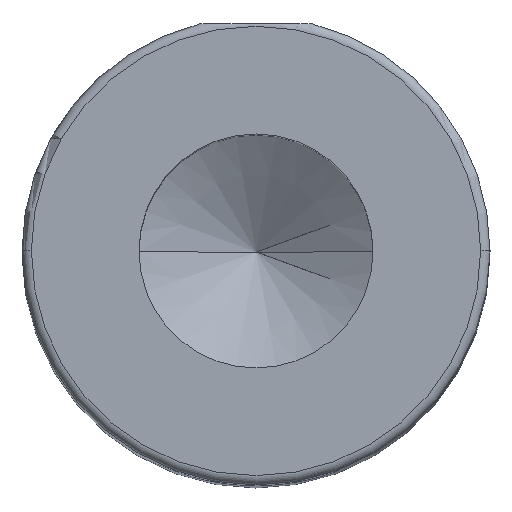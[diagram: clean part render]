
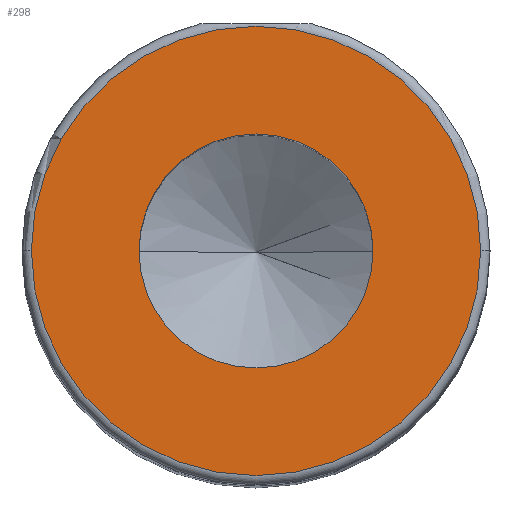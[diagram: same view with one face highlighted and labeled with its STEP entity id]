
A CAD part, top view. The second image highlights one B-rep face of the part: STEP entity #298.
In plain terms, the highlighted planar face has unit normal (0, 0, 1).
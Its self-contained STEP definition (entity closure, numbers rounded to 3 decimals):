
#5 = DIRECTION ( 'NONE',  ( 1., 0., 0. ) ) ;
#9 = VERTEX_POINT ( 'NONE', #528 ) ;
#21 = DIRECTION ( 'NONE',  ( 1., 0., 0. ) ) ;
#36 = DIRECTION ( 'NONE',  ( 0., 0., 1. ) ) ;
#56 = CIRCLE ( 'NONE', #1165, 2.5 ) ;
#59 = CIRCLE ( 'NONE', #684, 2.5 ) ;
#60 = FACE_BOUND ( 'NONE', #712, .T. ) ;
#68 = ORIENTED_EDGE ( 'NONE', *, *, #719, .T. ) ;
#104 = DIRECTION ( 'NONE',  ( 1., 0., 0. ) ) ;
#126 = CARTESIAN_POINT ( 'NONE',  ( 0., 0., 20. ) ) ;
#148 = ORIENTED_EDGE ( 'NONE', *, *, #1178, .F. ) ;
#155 = CARTESIAN_POINT ( 'NONE',  ( 0., 0., 20. ) ) ;
#195 = DIRECTION ( 'NONE',  ( 0., 0., 1. ) ) ;
#251 = CARTESIAN_POINT ( 'NONE',  ( 4.8, 0., 20. ) ) ;
#256 = DIRECTION ( 'NONE',  ( 1., 0., 0. ) ) ;
#292 = CIRCLE ( 'NONE', #1052, 4.8 ) ;
#298 = ADVANCED_FACE ( 'NONE', ( #60, #1089 ), #594, .T. ) ;
#326 = VERTEX_POINT ( 'NONE', #1195 ) ;
#335 = CARTESIAN_POINT ( 'NONE',  ( 0., 0., 20. ) ) ;
#356 = EDGE_CURVE ( 'NONE', #943, #752, #292, .T. ) ;
#427 = DIRECTION ( 'NONE',  ( 1., 0., 0. ) ) ;
#460 = EDGE_CURVE ( 'NONE', #326, #9, #59, .T. ) ;
#474 = AXIS2_PLACEMENT_3D ( 'NONE', #155, #833, #256 ) ;
#528 = CARTESIAN_POINT ( 'NONE',  ( -2.5, 0., 20. ) ) ;
#555 = CIRCLE ( 'NONE', #474, 4.8 ) ;
#589 = DIRECTION ( 'NONE',  ( 0., 0., 1. ) ) ;
#594 = PLANE ( 'NONE',  #978 ) ;
#667 = EDGE_LOOP ( 'NONE', ( #992, #68 ) ) ;
#684 = AXIS2_PLACEMENT_3D ( 'NONE', #335, #1013, #427 ) ;
#685 = CARTESIAN_POINT ( 'NONE',  ( 0., 0., 20. ) ) ;
#712 = EDGE_LOOP ( 'NONE', ( #1039, #148 ) ) ;
#719 = EDGE_CURVE ( 'NONE', #752, #943, #555, .T. ) ;
#752 = VERTEX_POINT ( 'NONE', #1217 ) ;
#833 = DIRECTION ( 'NONE',  ( 0., 0., 1. ) ) ;
#943 = VERTEX_POINT ( 'NONE', #251 ) ;
#978 = AXIS2_PLACEMENT_3D ( 'NONE', #685, #195, #104 ) ;
#992 = ORIENTED_EDGE ( 'NONE', *, *, #356, .T. ) ;
#1013 = DIRECTION ( 'NONE',  ( 0., 0., 1. ) ) ;
#1039 = ORIENTED_EDGE ( 'NONE', *, *, #460, .F. ) ;
#1052 = AXIS2_PLACEMENT_3D ( 'NONE', #126, #36, #21 ) ;
#1089 = FACE_OUTER_BOUND ( 'NONE', #667, .T. ) ;
#1165 = AXIS2_PLACEMENT_3D ( 'NONE', #1168, #589, #5 ) ;
#1168 = CARTESIAN_POINT ( 'NONE',  ( 0., 0., 20. ) ) ;
#1178 = EDGE_CURVE ( 'NONE', #9, #326, #56, .T. ) ;
#1195 = CARTESIAN_POINT ( 'NONE',  ( 2.5, 0., 20. ) ) ;
#1217 = CARTESIAN_POINT ( 'NONE',  ( -4.8, 0., 20. ) ) ;
